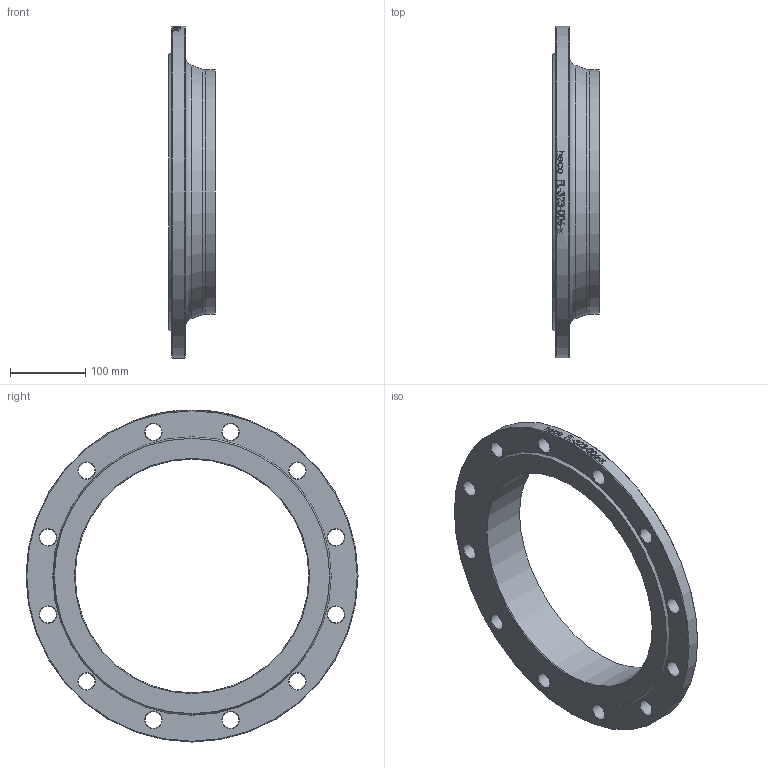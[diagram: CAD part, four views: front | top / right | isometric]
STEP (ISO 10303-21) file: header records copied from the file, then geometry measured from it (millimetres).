
FILE_DESCRIPTION (( 'STEP AP214' ), '1' );
FILE_NAME ('FL-323-006-x Vorschweissflansch PN6 Iso DIN2631 2008.STEP', '2020-08-31T09:45:29', ( '' ), ( '' ), 'SwSTEP 2.0', 'SolidWorks 2019', '' );
FILE_SCHEMA (( 'AUTOMOTIVE_DESIGN' ));
Length unit declared in the file: millimetre
Products named in the file (1): FL-323-006-x Vorschweissflansch PN6 Iso DIN2631 2008
Bounding box: 62 x 440 x 440 mm (x, y, z)
Volume: 1835132.8 mm3; surface area: 275984.6 mm2
Topology: 1 solids, 1 shells, 71 faces, 289 edges, 242 vertices
Faces by surface type: cylinder 36, cone 29, plane 4, torus 2
Full cylindrical faces by diameter (mm): 22 x12, 309.7 x1, 323.9 x1, 440 x1
Entity records: 7150 total; most frequent: CARTESIAN_POINT 4796, ORIENTED_EDGE 452, DIRECTION 350, VERTEX_POINT 226, EDGE_CURVE 226, EDGE_LOOP 166, AXIS2_PLACEMENT_3D 164, B_SPLINE_CURVE_WITH_KNOTS 112
